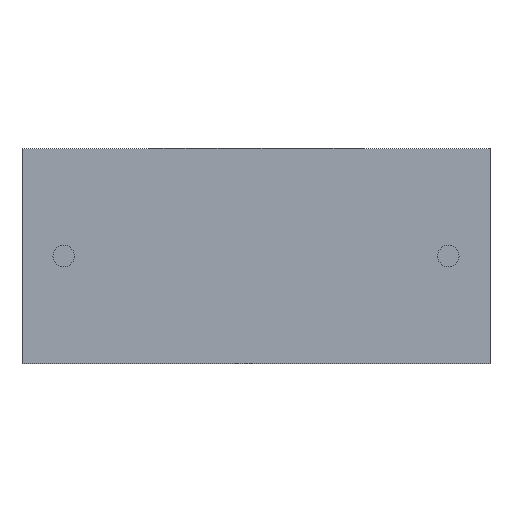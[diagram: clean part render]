
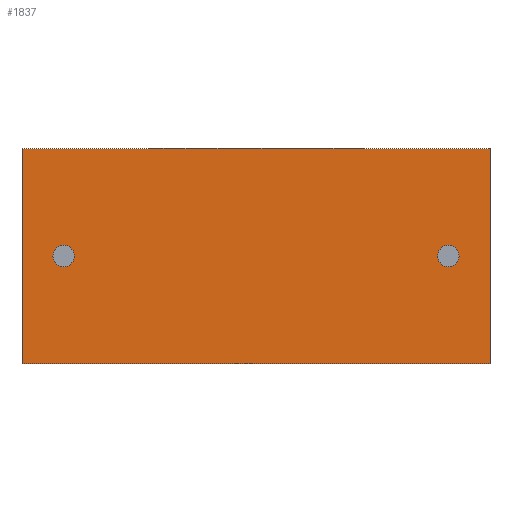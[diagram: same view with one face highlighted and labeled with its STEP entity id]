
A CAD part, front view. The second image highlights one B-rep face of the part: STEP entity #1837.
In plain terms, the highlighted planar face has unit normal (0, -1, 0).
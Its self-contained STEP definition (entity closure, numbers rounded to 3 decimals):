
#10 = CARTESIAN_POINT ( 'NONE',  ( 18.5, 0., 8.5 ) ) ;
#22 = CIRCLE ( 'NONE', #1349, 0.425 ) ;
#39 = EDGE_CURVE ( 'NONE', #1238, #1151, #1586, .T. ) ;
#221 = EDGE_LOOP ( 'NONE', ( #2312, #1879 ) ) ;
#226 = CARTESIAN_POINT ( 'NONE',  ( 0., 0., 8.5 ) ) ;
#237 = CARTESIAN_POINT ( 'NONE',  ( 16.85, 0., 4.675 ) ) ;
#273 = DIRECTION ( 'NONE',  ( 0., 1., 0. ) ) ;
#295 = CARTESIAN_POINT ( 'NONE',  ( 0., 0., 8.5 ) ) ;
#354 = EDGE_LOOP ( 'NONE', ( #917, #2277 ) ) ;
#395 = CARTESIAN_POINT ( 'NONE',  ( 18.5, 0., 8.5 ) ) ;
#399 = ORIENTED_EDGE ( 'NONE', *, *, #39, .T. ) ;
#400 = LINE ( 'NONE', #395, #1205 ) ;
#401 = DIRECTION ( 'NONE',  ( 0., 0., -1. ) ) ;
#414 = DIRECTION ( 'NONE',  ( 0., 1., 0. ) ) ;
#462 = CARTESIAN_POINT ( 'NONE',  ( 16.85, 0., 4.25 ) ) ;
#484 = DIRECTION ( 'NONE',  ( 0., 1., 0. ) ) ;
#585 = EDGE_CURVE ( 'NONE', #702, #960, #1912, .T. ) ;
#596 = VERTEX_POINT ( 'NONE', #1476 ) ;
#599 = EDGE_CURVE ( 'NONE', #874, #1151, #400, .T. ) ;
#638 = FACE_BOUND ( 'NONE', #354, .T. ) ;
#651 = CARTESIAN_POINT ( 'NONE',  ( 0., 0., 0. ) ) ;
#702 = VERTEX_POINT ( 'NONE', #2143 ) ;
#720 = DIRECTION ( 'NONE',  ( 0., 0., -1. ) ) ;
#769 = CARTESIAN_POINT ( 'NONE',  ( 1.65, 0., 4.25 ) ) ;
#772 = CARTESIAN_POINT ( 'NONE',  ( 0., 0., 0. ) ) ;
#784 = DIRECTION ( 'NONE',  ( 0., 0., 1. ) ) ;
#790 = VERTEX_POINT ( 'NONE', #237 ) ;
#818 = LINE ( 'NONE', #226, #1776 ) ;
#858 = CIRCLE ( 'NONE', #1386, 0.425 ) ;
#874 = VERTEX_POINT ( 'NONE', #10 ) ;
#916 = LINE ( 'NONE', #1671, #1542 ) ;
#917 = ORIENTED_EDGE ( 'NONE', *, *, #2480, .T. ) ;
#946 = AXIS2_PLACEMENT_3D ( 'NONE', #295, #273, #2358 ) ;
#960 = VERTEX_POINT ( 'NONE', #2002 ) ;
#1009 = CARTESIAN_POINT ( 'NONE',  ( 16.85, 0., 3.825 ) ) ;
#1029 = FACE_OUTER_BOUND ( 'NONE', #2137, .T. ) ;
#1040 = CARTESIAN_POINT ( 'NONE',  ( 16.85, 0., 4.25 ) ) ;
#1046 = PLANE ( 'NONE',  #946 ) ;
#1054 = CARTESIAN_POINT ( 'NONE',  ( 1.65, 0., 4.25 ) ) ;
#1102 = FACE_BOUND ( 'NONE', #221, .T. ) ;
#1151 = VERTEX_POINT ( 'NONE', #1333 ) ;
#1205 = VECTOR ( 'NONE', #2350, 1000. ) ;
#1218 = DIRECTION ( 'NONE',  ( 1., 0., 0. ) ) ;
#1238 = VERTEX_POINT ( 'NONE', #772 ) ;
#1333 = CARTESIAN_POINT ( 'NONE',  ( 18.5, 0., 0. ) ) ;
#1338 = ORIENTED_EDGE ( 'NONE', *, *, #1355, .F. ) ;
#1349 = AXIS2_PLACEMENT_3D ( 'NONE', #462, #484, #1780 ) ;
#1355 = EDGE_CURVE ( 'NONE', #596, #874, #818, .T. ) ;
#1386 = AXIS2_PLACEMENT_3D ( 'NONE', #1054, #2384, #2376 ) ;
#1438 = VERTEX_POINT ( 'NONE', #1009 ) ;
#1443 = DIRECTION ( 'NONE',  ( 1., 0., 0. ) ) ;
#1474 = ORIENTED_EDGE ( 'NONE', *, *, #2387, .T. ) ;
#1476 = CARTESIAN_POINT ( 'NONE',  ( 0., 0., 8.5 ) ) ;
#1542 = VECTOR ( 'NONE', #720, 1000. ) ;
#1586 = LINE ( 'NONE', #651, #1651 ) ;
#1613 = CIRCLE ( 'NONE', #1695, 0.425 ) ;
#1651 = VECTOR ( 'NONE', #1443, 1000. ) ;
#1671 = CARTESIAN_POINT ( 'NONE',  ( 0., 0., 8.5 ) ) ;
#1695 = AXIS2_PLACEMENT_3D ( 'NONE', #1040, #414, #401 ) ;
#1718 = ORIENTED_EDGE ( 'NONE', *, *, #599, .F. ) ;
#1776 = VECTOR ( 'NONE', #1218, 1000. ) ;
#1780 = DIRECTION ( 'NONE',  ( 0., 0., -1. ) ) ;
#1837 = ADVANCED_FACE ( 'NONE', ( #638, #1029, #1102 ), #1046, .F. ) ;
#1859 = EDGE_CURVE ( 'NONE', #1438, #790, #22, .T. ) ;
#1879 = ORIENTED_EDGE ( 'NONE', *, *, #2051, .F. ) ;
#1912 = CIRCLE ( 'NONE', #2148, 0.425 ) ;
#1913 = DIRECTION ( 'NONE',  ( 0., -1., 0. ) ) ;
#2002 = CARTESIAN_POINT ( 'NONE',  ( 1.65, 0., 3.825 ) ) ;
#2051 = EDGE_CURVE ( 'NONE', #960, #702, #858, .T. ) ;
#2137 = EDGE_LOOP ( 'NONE', ( #399, #1718, #1338, #1474 ) ) ;
#2143 = CARTESIAN_POINT ( 'NONE',  ( 1.65, 0., 4.675 ) ) ;
#2148 = AXIS2_PLACEMENT_3D ( 'NONE', #769, #1913, #784 ) ;
#2277 = ORIENTED_EDGE ( 'NONE', *, *, #1859, .T. ) ;
#2312 = ORIENTED_EDGE ( 'NONE', *, *, #585, .F. ) ;
#2350 = DIRECTION ( 'NONE',  ( 0., 0., -1. ) ) ;
#2358 = DIRECTION ( 'NONE',  ( 0., 0., 1. ) ) ;
#2376 = DIRECTION ( 'NONE',  ( 0., 0., 1. ) ) ;
#2384 = DIRECTION ( 'NONE',  ( 0., -1., 0. ) ) ;
#2387 = EDGE_CURVE ( 'NONE', #596, #1238, #916, .T. ) ;
#2480 = EDGE_CURVE ( 'NONE', #790, #1438, #1613, .T. ) ;
